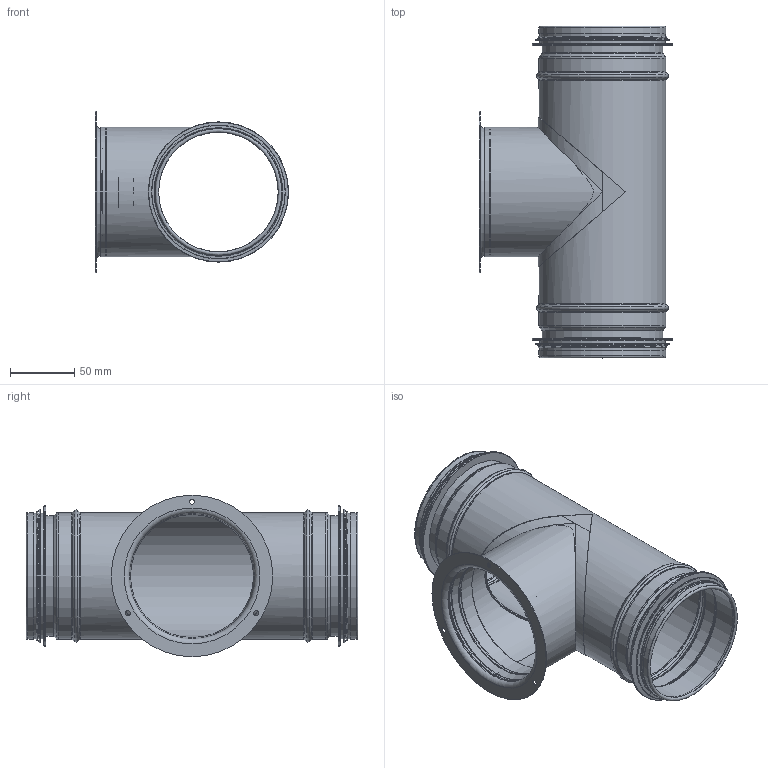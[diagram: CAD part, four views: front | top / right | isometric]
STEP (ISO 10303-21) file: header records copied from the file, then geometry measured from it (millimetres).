
FILE_DESCRIPTION((''),'2;1');
FILE_NAME('HIGS_100-100.stp','2014-03-20T08:03:15',(''),(''),'Autodesk Inventor 2013','Autodesk Inventor 2013','');
FILE_SCHEMA(('AUTOMOTIVE_DESIGN { 1 2 10303 214 0 1 1 1 }'));
Length unit declared in the file: millimetre
Products named in the file (7): HIGS_100-100; StosHIGV-HIGS_Rörämne-100; RörämneHIGSochHIGV_100-100; RörämnesdelHIGSochHIGV_100-100; SvepHPS_100-100; 999003; Spikstos-100
Assembly tree (7 placements, depth 3):
  HIGS_100-100
    StosHIGV-HIGS_Rörämne-100
    RörämneHIGSochHIGV_100-100
      RörämnesdelHIGSochHIGV_100-100
      SvepHPS_100-100
    999003  x2
    Spikstos-100
Bounding box: 150.72 x 259 x 126 mm (x, y, z)
Volume: 75969.7 mm3; surface area: 257497.6 mm2
Topology: 6 solids, 6 shells, 139 faces, 276 edges, 155 vertices
Faces by surface type: torus 46, cylinder 44, plane 27, cone 22
Full cylindrical faces by diameter (mm): 4 x3, 93.25 x2, 94.25 x2, 95.45 x2, 98 x2, 98.05 x11, 99 x2, 99.05 x6, 100 x1, 101 x1, 104.45 x2, 109.45 x2, 126 x1
Entity records: 3290 total; most frequent: CARTESIAN_POINT 714, DIRECTION 538, ORIENTED_EDGE 304, AXIS2_PLACEMENT_3D 257, EDGE_LOOP 228, EDGE_CURVE 152, VERTEX_POINT 134, STYLED_ITEM 125
